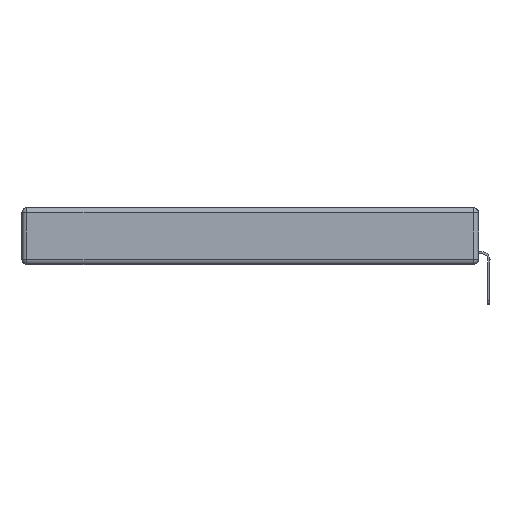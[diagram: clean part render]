
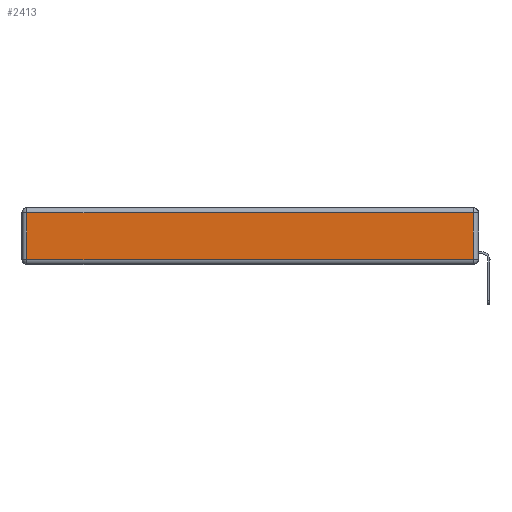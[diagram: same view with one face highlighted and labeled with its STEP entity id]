
A CAD part, left-side view. The second image highlights one B-rep face of the part: STEP entity #2413.
In plain terms, the highlighted planar face has unit normal (-1, 0, 0).
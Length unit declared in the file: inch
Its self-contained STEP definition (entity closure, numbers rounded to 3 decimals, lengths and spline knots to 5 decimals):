
#8 = VERTEX_POINT ( 'NONE', #9268 ) ;
#329 = CARTESIAN_POINT ( 'NONE',  ( 0., 0., -0.343 ) ) ;
#1241 = EDGE_LOOP ( 'NONE', ( #7309, #2064, #14749, #7240 ) ) ;
#1747 = DIRECTION ( 'NONE',  ( -1., 0., 0. ) ) ;
#1939 = LINE ( 'NONE', #9978, #13324 ) ;
#2064 = ORIENTED_EDGE ( 'NONE', *, *, #15363, .T. ) ;
#2413 = ADVANCED_FACE ( 'NONE', ( #8528 ), #7207, .T. ) ;
#2582 = EDGE_CURVE ( 'NONE', #16732, #10513, #12708, .T. ) ;
#3250 = CARTESIAN_POINT ( 'NONE',  ( 0., 2.72, -0.313 ) ) ;
#5465 = AXIS2_PLACEMENT_3D ( 'NONE', #329, #1747, #13953 ) ;
#6202 = DIRECTION ( 'NONE',  ( 0., 0., -1. ) ) ;
#6280 = VERTEX_POINT ( 'NONE', #15902 ) ;
#6323 = VECTOR ( 'NONE', #9535, 39.37008 ) ;
#6812 = VECTOR ( 'NONE', #16643, 39.37008 ) ;
#7119 = LINE ( 'NONE', #16453, #6812 ) ;
#7207 = PLANE ( 'NONE',  #5465 ) ;
#7240 = ORIENTED_EDGE ( 'NONE', *, *, #2582, .T. ) ;
#7309 = ORIENTED_EDGE ( 'NONE', *, *, #16692, .T. ) ;
#8528 = FACE_OUTER_BOUND ( 'NONE', #1241, .T. ) ;
#9268 = CARTESIAN_POINT ( 'NONE',  ( 0., 0.03, -0.03 ) ) ;
#9535 = DIRECTION ( 'NONE',  ( 0., 0., 1. ) ) ;
#9978 = CARTESIAN_POINT ( 'NONE',  ( 0., 2.75, -0.03 ) ) ;
#10513 = VERTEX_POINT ( 'NONE', #3250 ) ;
#10813 = EDGE_CURVE ( 'NONE', #8, #16732, #1939, .T. ) ;
#11127 = CARTESIAN_POINT ( 'NONE',  ( 0., 2.72, -0.03 ) ) ;
#11497 = DIRECTION ( 'NONE',  ( 0., 1., 0. ) ) ;
#12708 = LINE ( 'NONE', #15631, #16520 ) ;
#13324 = VECTOR ( 'NONE', #11497, 39.37008 ) ;
#13953 = DIRECTION ( 'NONE',  ( 0., 0., 1. ) ) ;
#14749 = ORIENTED_EDGE ( 'NONE', *, *, #10813, .T. ) ;
#15036 = LINE ( 'NONE', #16548, #6323 ) ;
#15363 = EDGE_CURVE ( 'NONE', #6280, #8, #15036, .T. ) ;
#15631 = CARTESIAN_POINT ( 'NONE',  ( 0., 2.72, -0.343 ) ) ;
#15902 = CARTESIAN_POINT ( 'NONE',  ( 0., 0.03, -0.313 ) ) ;
#16453 = CARTESIAN_POINT ( 'NONE',  ( 0., 0., -0.313 ) ) ;
#16520 = VECTOR ( 'NONE', #6202, 39.37008 ) ;
#16548 = CARTESIAN_POINT ( 'NONE',  ( 0., 0.03, -0.343 ) ) ;
#16643 = DIRECTION ( 'NONE',  ( 0., -1., 0. ) ) ;
#16692 = EDGE_CURVE ( 'NONE', #10513, #6280, #7119, .T. ) ;
#16732 = VERTEX_POINT ( 'NONE', #11127 ) ;
